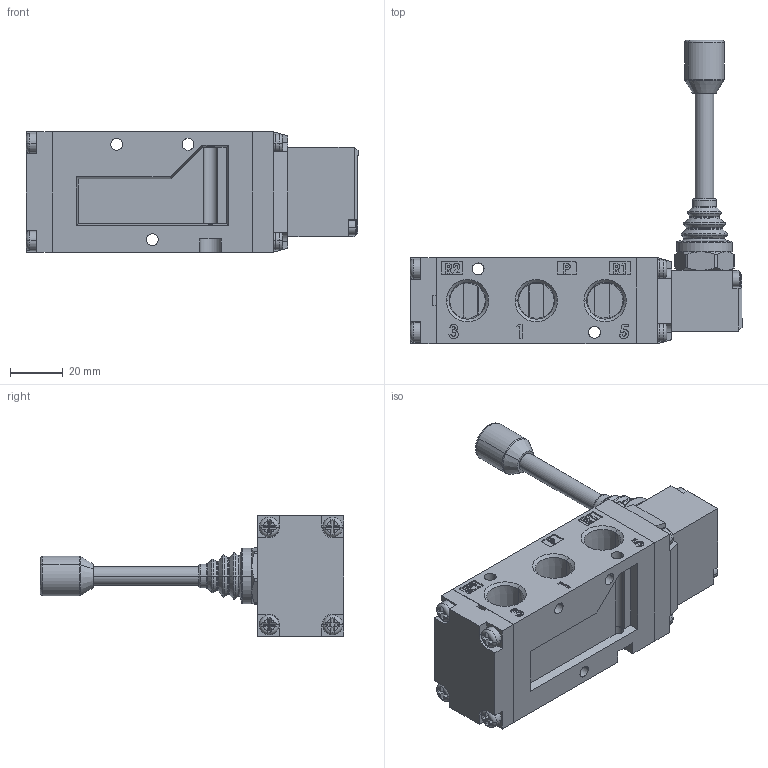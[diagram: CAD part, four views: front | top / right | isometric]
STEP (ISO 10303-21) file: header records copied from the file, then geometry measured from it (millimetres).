
FILE_DESCRIPTION (( 'STEP AP203' ), '1' );
FILE_NAME ('hlv520-d.step', '2019-09-24T08:50:26', ( 'yrd8' ), ( 'Hewlett-Packard Company' ), 'SwSTEP 2.0', 'SolidWorks 2008', '' );
FILE_SCHEMA (( 'CONFIG_CONTROL_DESIGN' ));
Length unit declared in the file: millimetre
Products named in the file (10): hlv520-d; SF5000 Body; SF5000 Body Cover_ル遽; SF5000 Semi_ル遽; HLV-D(40.0); lever block_釭餌ル衛橈擠; 腊阿 权 杭飘(M3x40)_M3X40; HLV nut_釭餌ル衛橈擠; lever handle; HLV Bellows-1(40.0)
Assembly tree (10 placements, depth 3):
  hlv520-d
    SF5000 Semi_ル遽
    HLV-D(40.0)
      腊阿 权 杭飘(M3x40)_M3X40  x2
      HLV Bellows-1(40.0)
      lever block_釭餌ル衛橈擠
      lever handle
      HLV nut_釭餌ル衛橈擠
    SF5000 Body
    SF5000 Body Cover_ル遽
Bounding box: 125.5 x 114.75 x 45.5 mm (x, y, z)
Volume: 139442.3 mm3; surface area: 48923.8 mm2
Topology: 13 solids, 13 shells, 877 faces, 2235 edges, 1408 vertices
Faces by surface type: plane 480, cylinder 164, bspline 92, cone 74, torus 67
Entity records: 30386 total; most frequent: CARTESIAN_POINT 8996, ORIENTED_EDGE 4318, DIRECTION 4042, EDGE_CURVE 2159, VERTEX_POINT 1385, AXIS2_PLACEMENT_3D 1371, LINE 1300, VECTOR 1300
